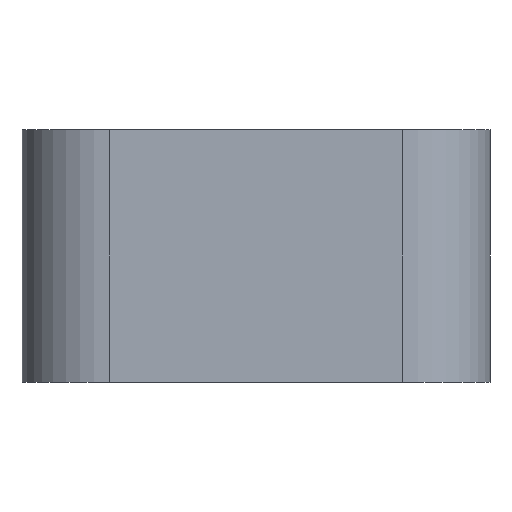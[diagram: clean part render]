
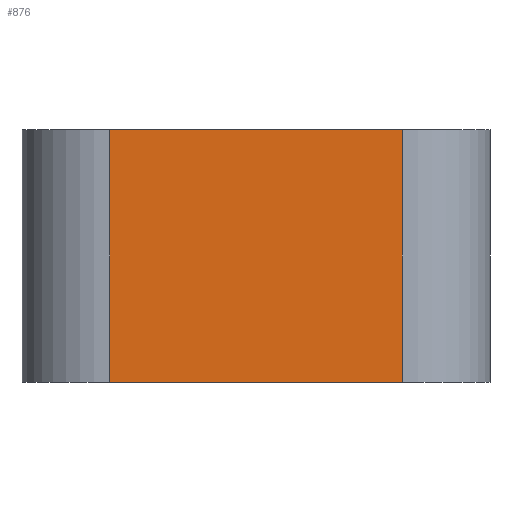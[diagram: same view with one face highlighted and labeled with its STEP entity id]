
A CAD part, left-side view. The second image highlights one B-rep face of the part: STEP entity #876.
In plain terms, the highlighted planar face has unit normal (-1, 0, 0).
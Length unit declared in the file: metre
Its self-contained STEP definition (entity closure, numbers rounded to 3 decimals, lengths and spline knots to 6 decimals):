
#155=ORIENTED_EDGE('',*,*,#375,.F.);
#156=ORIENTED_EDGE('',*,*,#377,.T.);
#157=ORIENTED_EDGE('',*,*,#378,.T.);
#158=ORIENTED_EDGE('',*,*,#379,.F.);
#375=EDGE_CURVE('',#485,#486,#576,.T.);
#377=EDGE_CURVE('',#485,#487,#577,.T.);
#378=EDGE_CURVE('',#487,#488,#578,.T.);
#379=EDGE_CURVE('',#486,#488,#579,.T.);
#485=VERTEX_POINT('',#1374);
#486=VERTEX_POINT('',#1376);
#487=VERTEX_POINT('',#1380);
#488=VERTEX_POINT('',#1382);
#576=LINE('',#1375,#682);
#577=LINE('',#1379,#683);
#578=LINE('',#1381,#684);
#579=LINE('',#1383,#685);
#682=VECTOR('',#1106,1.);
#683=VECTOR('',#1111,1.);
#684=VECTOR('',#1112,1.);
#685=VECTOR('',#1113,1.);
#741=EDGE_LOOP('',(#155,#156,#157,#158));
#791=FACE_BOUND('',#741,.T.);
#836=PLANE('',#947);
#876=ADVANCED_FACE('',(#791),#836,.T.);
#947=AXIS2_PLACEMENT_3D('',#1378,#1109,#1110);
#1106=DIRECTION('',(0.,0.,-1.));
#1109=DIRECTION('',(-1.,0.,0.));
#1110=DIRECTION('',(0.,0.,1.));
#1111=DIRECTION('',(0.,1.,0.));
#1112=DIRECTION('',(0.,0.,-1.));
#1113=DIRECTION('',(0.,1.,0.));
#1374=CARTESIAN_POINT('',(-0.03675,-0.01205,0.0034));
#1375=CARTESIAN_POINT('',(-0.03675,-0.01205,0.003402));
#1376=CARTESIAN_POINT('',(-0.03675,-0.01205,-0.0174));
#1378=CARTESIAN_POINT('',(-0.03675,0.,0.003402));
#1379=CARTESIAN_POINT('',(-0.03675,0.,0.0034));
#1380=CARTESIAN_POINT('',(-0.03675,0.01205,0.0034));
#1381=CARTESIAN_POINT('',(-0.03675,0.01205,0.003402));
#1382=CARTESIAN_POINT('',(-0.03675,0.01205,-0.0174));
#1383=CARTESIAN_POINT('',(-0.03675,0.,-0.0174));
